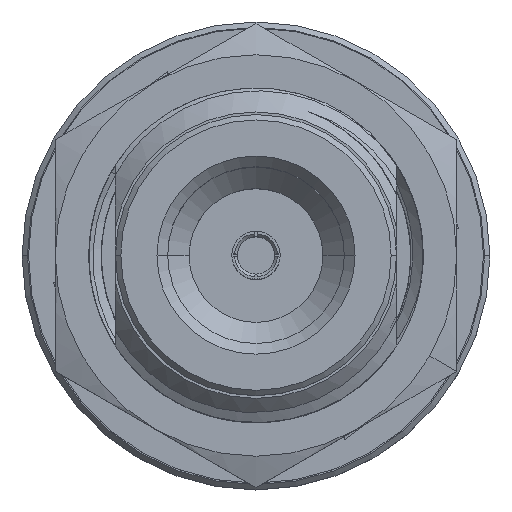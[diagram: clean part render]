
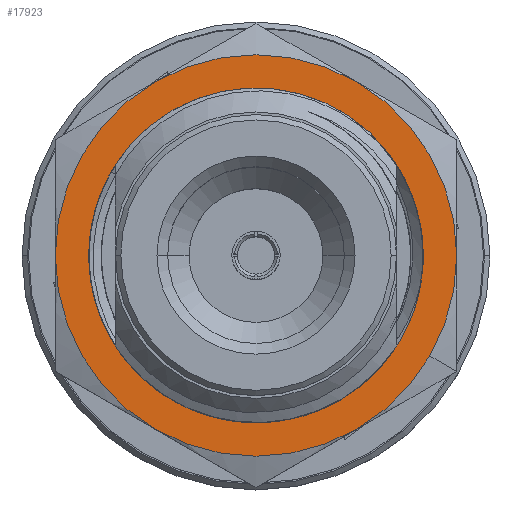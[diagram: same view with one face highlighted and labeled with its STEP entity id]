
A CAD part, top view. The second image highlights one B-rep face of the part: STEP entity #17923.
In plain terms, the highlighted planar face has unit normal (0, 0, 1).
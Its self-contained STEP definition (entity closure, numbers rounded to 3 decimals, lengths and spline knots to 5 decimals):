
#236 = DIRECTION ( 'NONE',  ( 0.866, -0.5, 0. ) ) ;
#1855 = EDGE_CURVE ( 'NONE', #23092, #67385, #77685, .T. ) ;
#3628 = DIRECTION ( 'NONE',  ( 0., 0., 1. ) ) ;
#3724 = VERTEX_POINT ( 'NONE', #35238 ) ;
#4428 = CIRCLE ( 'NONE', #22571, 0.375 ) ;
#5912 = CARTESIAN_POINT ( 'NONE',  ( 0., 0., -0.39306 ) ) ;
#7439 = CARTESIAN_POINT ( 'NONE',  ( 0., 0., -0.39306 ) ) ;
#9696 = CARTESIAN_POINT ( 'NONE',  ( 0.16585, -0.26486, -0.39306 ) ) ;
#10094 = CARTESIAN_POINT ( 'NONE',  ( 0., 0., -0.39306 ) ) ;
#10968 = CARTESIAN_POINT ( 'NONE',  ( 0.375, 0., -0.39306 ) ) ;
#11776 = CARTESIAN_POINT ( 'NONE',  ( 0.32476, -0.1875, -0.39306 ) ) ;
#12144 = VERTEX_POINT ( 'NONE', #35647 ) ;
#12252 = CIRCLE ( 'NONE', #77596, 0.3125 ) ;
#13234 = DIRECTION ( 'NONE',  ( 0.866, -0.5, 0. ) ) ;
#13409 = DIRECTION ( 'NONE',  ( 0.866, -0.5, 0. ) ) ;
#13711 = VERTEX_POINT ( 'NONE', #10968 ) ;
#14902 = FACE_OUTER_BOUND ( 'NONE', #35905, .T. ) ;
#16046 = VERTEX_POINT ( 'NONE', #53835 ) ;
#16277 = EDGE_CURVE ( 'NONE', #33922, #13711, #37604, .T. ) ;
#16441 = DIRECTION ( 'NONE',  ( 0., 0., 1. ) ) ;
#17923 = ADVANCED_FACE ( 'NONE', ( #65257, #14902 ), #38338, .T. ) ;
#18638 = CARTESIAN_POINT ( 'NONE',  ( 0.30456, -0.07001, -0.39306 ) ) ;
#19888 = ORIENTED_EDGE ( 'NONE', *, *, #1855, .F. ) ;
#20358 = DIRECTION ( 'NONE',  ( 0.866, -0.5, 0. ) ) ;
#20528 = AXIS2_PLACEMENT_3D ( 'NONE', #7439, #51593, #13234 ) ;
#20536 = CIRCLE ( 'NONE', #39711, 0.3125 ) ;
#20695 = EDGE_LOOP ( 'NONE', ( #33456, #64949, #19888 ) ) ;
#21451 = DIRECTION ( 'NONE',  ( 0.866, -0.5, 0. ) ) ;
#22133 = DIRECTION ( 'NONE',  ( 0.866, -0.5, 0. ) ) ;
#22571 = AXIS2_PLACEMENT_3D ( 'NONE', #74769, #44880, #55701 ) ;
#23092 = VERTEX_POINT ( 'NONE', #9696 ) ;
#23153 = DIRECTION ( 'NONE',  ( 0.866, -0.5, 0. ) ) ;
#26419 = DIRECTION ( 'NONE',  ( 0., 0., 1. ) ) ;
#27016 = AXIS2_PLACEMENT_3D ( 'NONE', #40478, #41587, #21451 ) ;
#27523 = AXIS2_PLACEMENT_3D ( 'NONE', #63306, #38181, #42126 ) ;
#28341 = EDGE_CURVE ( 'NONE', #56130, #16046, #42336, .T. ) ;
#28469 = CIRCLE ( 'NONE', #52397, 0.375 ) ;
#30373 = VERTEX_POINT ( 'NONE', #18638 ) ;
#30484 = ORIENTED_EDGE ( 'NONE', *, *, #16277, .T. ) ;
#31899 = ORIENTED_EDGE ( 'NONE', *, *, #37384, .T. ) ;
#33456 = ORIENTED_EDGE ( 'NONE', *, *, #71139, .F. ) ;
#33922 = VERTEX_POINT ( 'NONE', #11776 ) ;
#34799 = CIRCLE ( 'NONE', #36323, 0.375 ) ;
#35238 = CARTESIAN_POINT ( 'NONE',  ( -0.1875, -0.32476, -0.39306 ) ) ;
#35647 = CARTESIAN_POINT ( 'NONE',  ( 0.1875, -0.32476, -0.39306 ) ) ;
#35905 = EDGE_LOOP ( 'NONE', ( #65260, #30484, #76959, #68062, #56050, #48195, #31899 ) ) ;
#36323 = AXIS2_PLACEMENT_3D ( 'NONE', #5912, #56906, #75989 ) ;
#37384 = EDGE_CURVE ( 'NONE', #3724, #12144, #28469, .T. ) ;
#37604 = CIRCLE ( 'NONE', #75577, 0.375 ) ;
#38181 = DIRECTION ( 'NONE',  ( 0., 0., 1. ) ) ;
#38338 = PLANE ( 'NONE',  #20528 ) ;
#39711 = AXIS2_PLACEMENT_3D ( 'NONE', #75374, #81499, #236 ) ;
#39950 = CARTESIAN_POINT ( 'NONE',  ( 0., 0., -0.39306 ) ) ;
#40478 = CARTESIAN_POINT ( 'NONE',  ( 0., 0., -0.39306 ) ) ;
#41587 = DIRECTION ( 'NONE',  ( 0., 0., 1. ) ) ;
#41905 = DIRECTION ( 'NONE',  ( 0., 0., 1. ) ) ;
#42126 = DIRECTION ( 'NONE',  ( 0.866, -0.5, 0. ) ) ;
#42336 = CIRCLE ( 'NONE', #62507, 0.375 ) ;
#44880 = DIRECTION ( 'NONE',  ( 0., 0., 1. ) ) ;
#48195 = ORIENTED_EDGE ( 'NONE', *, *, #68078, .T. ) ;
#50951 = DIRECTION ( 'NONE',  ( 0., 0., 1. ) ) ;
#51593 = DIRECTION ( 'NONE',  ( 0., 0., 1. ) ) ;
#52397 = AXIS2_PLACEMENT_3D ( 'NONE', #39950, #26419, #20358 ) ;
#53661 = AXIS2_PLACEMENT_3D ( 'NONE', #60376, #41905, #23153 ) ;
#53727 = EDGE_CURVE ( 'NONE', #12144, #33922, #4428, .T. ) ;
#53835 = CARTESIAN_POINT ( 'NONE',  ( -0.1875, 0.32476, -0.39306 ) ) ;
#54875 = VERTEX_POINT ( 'NONE', #72759 ) ;
#55701 = DIRECTION ( 'NONE',  ( 0.866, -0.5, 0. ) ) ;
#56050 = ORIENTED_EDGE ( 'NONE', *, *, #69491, .T. ) ;
#56130 = VERTEX_POINT ( 'NONE', #62762 ) ;
#56906 = DIRECTION ( 'NONE',  ( 0., 0., 1. ) ) ;
#60376 = CARTESIAN_POINT ( 'NONE',  ( 0., 0., -0.39306 ) ) ;
#60856 = DIRECTION ( 'NONE',  ( 0.866, -0.5, 0. ) ) ;
#62507 = AXIS2_PLACEMENT_3D ( 'NONE', #10094, #16441, #60856 ) ;
#62762 = CARTESIAN_POINT ( 'NONE',  ( 0.1875, 0.32476, -0.39306 ) ) ;
#63306 = CARTESIAN_POINT ( 'NONE',  ( 0., 0., -0.39306 ) ) ;
#64949 = ORIENTED_EDGE ( 'NONE', *, *, #74289, .F. ) ;
#65257 = FACE_BOUND ( 'NONE', #20695, .T. ) ;
#65260 = ORIENTED_EDGE ( 'NONE', *, *, #53727, .T. ) ;
#67385 = VERTEX_POINT ( 'NONE', #68205 ) ;
#68062 = ORIENTED_EDGE ( 'NONE', *, *, #28341, .T. ) ;
#68078 = EDGE_CURVE ( 'NONE', #54875, #3724, #72256, .T. ) ;
#68205 = CARTESIAN_POINT ( 'NONE',  ( 0.27063, -0.15625, -0.39306 ) ) ;
#69491 = EDGE_CURVE ( 'NONE', #16046, #54875, #76202, .T. ) ;
#71139 = EDGE_CURVE ( 'NONE', #30373, #23092, #20536, .T. ) ;
#72256 = CIRCLE ( 'NONE', #27523, 0.375 ) ;
#72759 = CARTESIAN_POINT ( 'NONE',  ( -0.375, 0., -0.39306 ) ) ;
#74289 = EDGE_CURVE ( 'NONE', #67385, #30373, #12252, .T. ) ;
#74769 = CARTESIAN_POINT ( 'NONE',  ( 0., 0., -0.39306 ) ) ;
#75374 = CARTESIAN_POINT ( 'NONE',  ( 0., 0., -0.39306 ) ) ;
#75577 = AXIS2_PLACEMENT_3D ( 'NONE', #78186, #3628, #22133 ) ;
#75989 = DIRECTION ( 'NONE',  ( 0.866, -0.5, 0. ) ) ;
#76112 = CARTESIAN_POINT ( 'NONE',  ( 0., 0., -0.39306 ) ) ;
#76202 = CIRCLE ( 'NONE', #27016, 0.375 ) ;
#76959 = ORIENTED_EDGE ( 'NONE', *, *, #79916, .T. ) ;
#77596 = AXIS2_PLACEMENT_3D ( 'NONE', #76112, #50951, #13409 ) ;
#77685 = CIRCLE ( 'NONE', #53661, 0.3125 ) ;
#78186 = CARTESIAN_POINT ( 'NONE',  ( 0., 0., -0.39306 ) ) ;
#79916 = EDGE_CURVE ( 'NONE', #13711, #56130, #34799, .T. ) ;
#81499 = DIRECTION ( 'NONE',  ( 0., 0., 1. ) ) ;
